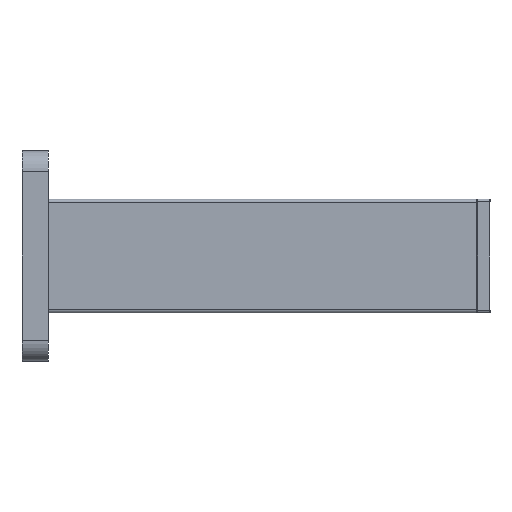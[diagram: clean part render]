
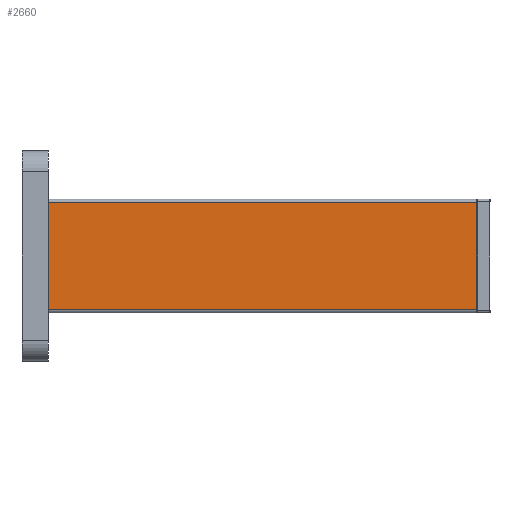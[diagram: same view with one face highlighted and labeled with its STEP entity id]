
A CAD part, front view. The second image highlights one B-rep face of the part: STEP entity #2660.
In plain terms, the highlighted planar face has unit normal (0, 1, 0).
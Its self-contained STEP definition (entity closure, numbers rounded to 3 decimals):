
#86 = CARTESIAN_POINT ( 'NONE',  ( -0.2, -11.722, -20.676 ) ) ;
#139 = EDGE_LOOP ( 'NONE', ( #2316, #835, #183, #601 ) ) ;
#183 = ORIENTED_EDGE ( 'NONE', *, *, #2989, .T. ) ;
#257 = LINE ( 'NONE', #1230, #2444 ) ;
#335 = VERTEX_POINT ( 'NONE', #720 ) ;
#469 = CARTESIAN_POINT ( 'NONE',  ( -168., -11.722, -20.676 ) ) ;
#510 = VERTEX_POINT ( 'NONE', #86 ) ;
#567 = VECTOR ( 'NONE', #1885, 1000. ) ;
#601 = ORIENTED_EDGE ( 'NONE', *, *, #618, .T. ) ;
#618 = EDGE_CURVE ( 'NONE', #510, #1317, #2830, .T. ) ;
#639 = CARTESIAN_POINT ( 'NONE',  ( -0.2, -11.722, 20.676 ) ) ;
#720 = CARTESIAN_POINT ( 'NONE',  ( -0.2, -11.722, 20.676 ) ) ;
#815 = CARTESIAN_POINT ( 'NONE',  ( -168., -11.722, 20.676 ) ) ;
#835 = ORIENTED_EDGE ( 'NONE', *, *, #2713, .T. ) ;
#1001 = DIRECTION ( 'NONE',  ( 1., 0., 0. ) ) ;
#1141 = VECTOR ( 'NONE', #2877, 1000. ) ;
#1184 = PLANE ( 'NONE',  #3095 ) ;
#1230 = CARTESIAN_POINT ( 'NONE',  ( -168., -11.722, 20.676 ) ) ;
#1317 = VERTEX_POINT ( 'NONE', #2344 ) ;
#1434 = CARTESIAN_POINT ( 'NONE',  ( -168., -11.722, 20.676 ) ) ;
#1435 = EDGE_CURVE ( 'NONE', #1317, #1984, #2907, .T. ) ;
#1705 = CARTESIAN_POINT ( 'NONE',  ( -168., -11.722, 20.676 ) ) ;
#1885 = DIRECTION ( 'NONE',  ( -1., 0., 0. ) ) ;
#1984 = VERTEX_POINT ( 'NONE', #815 ) ;
#2178 = FACE_OUTER_BOUND ( 'NONE', #139, .T. ) ;
#2316 = ORIENTED_EDGE ( 'NONE', *, *, #1435, .T. ) ;
#2344 = CARTESIAN_POINT ( 'NONE',  ( -168., -11.722, -20.676 ) ) ;
#2374 = DIRECTION ( 'NONE',  ( 0., 1., 0. ) ) ;
#2444 = VECTOR ( 'NONE', #1001, 1000. ) ;
#2660 = ADVANCED_FACE ( 'NONE', ( #2178 ), #1184, .T. ) ;
#2713 = EDGE_CURVE ( 'NONE', #1984, #335, #257, .T. ) ;
#2830 = LINE ( 'NONE', #469, #567 ) ;
#2842 = VECTOR ( 'NONE', #3030, 1000. ) ;
#2877 = DIRECTION ( 'NONE',  ( 0., 0., 1. ) ) ;
#2907 = LINE ( 'NONE', #1705, #1141 ) ;
#2908 = DIRECTION ( 'NONE',  ( -1., 0., 0. ) ) ;
#2989 = EDGE_CURVE ( 'NONE', #335, #510, #3000, .T. ) ;
#3000 = LINE ( 'NONE', #639, #2842 ) ;
#3030 = DIRECTION ( 'NONE',  ( 0., 0., -1. ) ) ;
#3095 = AXIS2_PLACEMENT_3D ( 'NONE', #1434, #2374, #2908 ) ;
